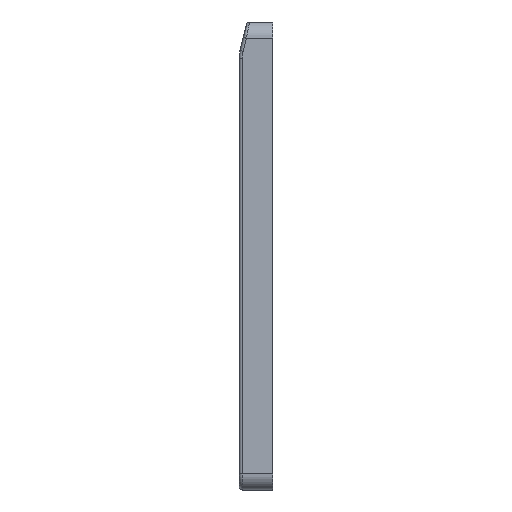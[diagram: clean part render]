
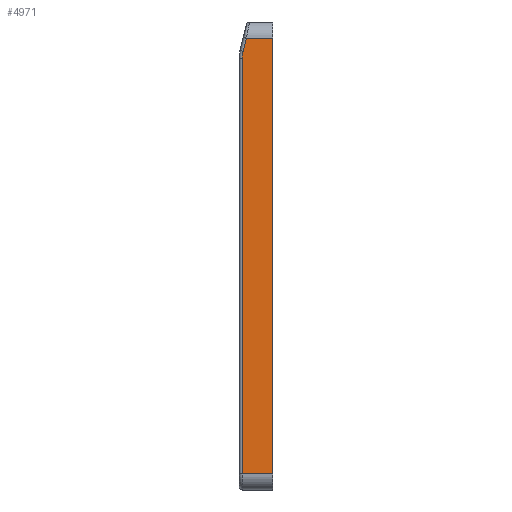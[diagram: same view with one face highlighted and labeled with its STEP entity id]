
A CAD part, left-side view. The second image highlights one B-rep face of the part: STEP entity #4971.
In plain terms, the highlighted planar face has unit normal (-1, 0, 0).
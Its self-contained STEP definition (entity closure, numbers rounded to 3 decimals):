
#204=FACE_OUTER_BOUND('',#500,.T.);
#500=EDGE_LOOP('',(#3352,#3353,#3354,#3355,#3356,#3357));
#822=CIRCLE('',#5295,9.);
#1086=LINE('',#7509,#1591);
#1087=LINE('',#7511,#1592);
#1088=LINE('',#7513,#1593);
#1089=LINE('',#7515,#1594);
#1090=LINE('',#7517,#1595);
#1591=VECTOR('',#5897,10.);
#1592=VECTOR('',#5898,10.);
#1593=VECTOR('',#5899,10.);
#1594=VECTOR('',#5900,10.);
#1595=VECTOR('',#5901,10.);
#2103=VERTEX_POINT('',#7507);
#2104=VERTEX_POINT('',#7508);
#2105=VERTEX_POINT('',#7510);
#2106=VERTEX_POINT('',#7512);
#2107=VERTEX_POINT('',#7514);
#2108=VERTEX_POINT('',#7516);
#2582=EDGE_CURVE('',#2103,#2104,#1086,.T.);
#2583=EDGE_CURVE('',#2105,#2103,#1087,.T.);
#2584=EDGE_CURVE('',#2106,#2105,#1088,.T.);
#2585=EDGE_CURVE('',#2107,#2106,#1089,.T.);
#2586=EDGE_CURVE('',#2108,#2107,#1090,.T.);
#2587=EDGE_CURVE('',#2104,#2108,#822,.T.);
#3352=ORIENTED_EDGE('',*,*,#2582,.F.);
#3353=ORIENTED_EDGE('',*,*,#2583,.F.);
#3354=ORIENTED_EDGE('',*,*,#2584,.F.);
#3355=ORIENTED_EDGE('',*,*,#2585,.F.);
#3356=ORIENTED_EDGE('',*,*,#2586,.F.);
#3357=ORIENTED_EDGE('',*,*,#2587,.F.);
#4823=PLANE('',#5294);
#4971=ADVANCED_FACE('',(#204),#4823,.T.);
#5294=AXIS2_PLACEMENT_3D('',#7506,#5895,#5896);
#5295=AXIS2_PLACEMENT_3D('',#7518,#5902,#5903);
#5895=DIRECTION('center_axis',(-1.,0.,0.));
#5896=DIRECTION('ref_axis',(0.,0.,1.));
#5897=DIRECTION('',(0.,0.,1.));
#5898=DIRECTION('',(0.,1.,0.));
#5899=DIRECTION('',(0.,0.,-1.));
#5900=DIRECTION('',(0.,-1.,0.));
#5901=DIRECTION('',(0.,-0.243,0.97));
#5902=DIRECTION('center_axis',(1.,0.,0.));
#5903=DIRECTION('ref_axis',(0.,0.993,0.122));
#7506=CARTESIAN_POINT('Origin',(-179.081,0.,-72.281));
#7507=CARTESIAN_POINT('',(-179.081,6.5,-67.281));
#7508=CARTESIAN_POINT('',(-179.081,6.5,61.05));
#7509=CARTESIAN_POINT('',(-179.081,6.5,-36.141));
#7510=CARTESIAN_POINT('',(-179.081,-3.,-67.281));
#7511=CARTESIAN_POINT('',(-179.081,0.,-67.281));
#7512=CARTESIAN_POINT('',(-179.081,-3.,67.281));
#7513=CARTESIAN_POINT('',(-179.081,-3.,72.281));
#7514=CARTESIAN_POINT('',(-179.081,5.219,67.281));
#7515=CARTESIAN_POINT('',(-179.081,0.,67.281));
#7516=CARTESIAN_POINT('',(-179.081,6.231,63.233));
#7517=CARTESIAN_POINT('',(-179.081,21.515,2.098));
#7518=CARTESIAN_POINT('Origin',(-179.081,-2.5,61.05));
